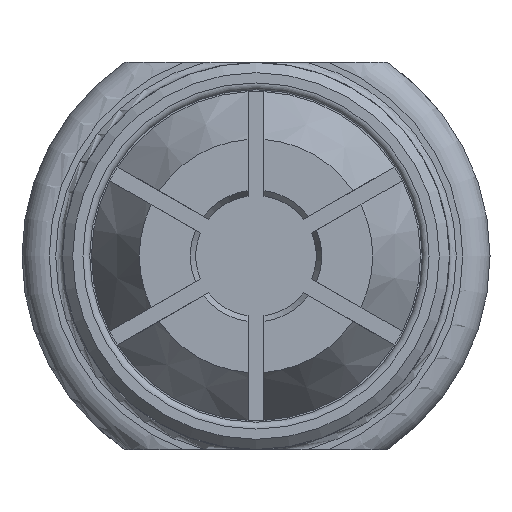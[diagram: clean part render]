
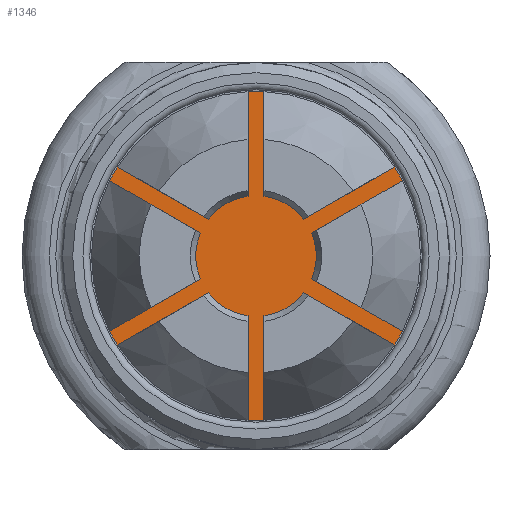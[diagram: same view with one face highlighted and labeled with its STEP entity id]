
A CAD part, left-side view. The second image highlights one B-rep face of the part: STEP entity #1346.
In plain terms, the highlighted planar face has unit normal (-1, 0, 0).
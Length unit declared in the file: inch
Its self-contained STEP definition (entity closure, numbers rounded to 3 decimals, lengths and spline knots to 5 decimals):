
#158=LINE($,#2183,#223);
#159=LINE($,#2184,#224);
#160=LINE($,#2185,#225);
#161=LINE($,#2186,#226);
#162=LINE($,#2187,#227);
#163=LINE($,#2188,#228);
#164=LINE($,#2189,#229);
#165=LINE($,#2190,#230);
#166=LINE($,#2191,#231);
#167=LINE($,#2192,#232);
#168=LINE($,#2193,#233);
#169=LINE($,#2194,#234);
#223=VECTOR($,#1719,0.30751);
#224=VECTOR($,#1720,0.30751);
#225=VECTOR($,#1721,0.30751);
#226=VECTOR($,#1722,0.30751);
#227=VECTOR($,#1723,0.30751);
#228=VECTOR($,#1724,0.30751);
#229=VECTOR($,#1725,0.30751);
#230=VECTOR($,#1726,0.30751);
#231=VECTOR($,#1727,0.30751);
#232=VECTOR($,#1728,0.30751);
#233=VECTOR($,#1729,0.30751);
#234=VECTOR($,#1730,0.30751);
#265=PLANE($,#1470);
#359=FACE_OUTER_BOUND($,#442,.T.);
#442=EDGE_LOOP($,(#1010,#1011,#1012,#1013,#1014,#1015,#1016,#1017,#1018,
#1019,#1020,#1021,#1022,#1023,#1024,#1025,#1026,#1027,#1028,#1029,#1030,
#1031,#1032,#1033));
#519=CIRCLE($,#1418,0.48347);
#521=CIRCLE($,#1421,0.48347);
#523=CIRCLE($,#1424,0.48347);
#525=CIRCLE($,#1427,0.48347);
#527=CIRCLE($,#1430,0.48347);
#541=CIRCLE($,#1451,0.17696);
#543=CIRCLE($,#1454,0.17696);
#545=CIRCLE($,#1457,0.17696);
#547=CIRCLE($,#1460,0.17696);
#548=CIRCLE($,#1462,0.17696);
#551=CIRCLE($,#1466,0.17696);
#553=CIRCLE($,#1469,0.48347);
#596=VERTEX_POINT($,#1964);
#597=VERTEX_POINT($,#1966);
#600=VERTEX_POINT($,#1973);
#601=VERTEX_POINT($,#1975);
#604=VERTEX_POINT($,#1982);
#605=VERTEX_POINT($,#1984);
#608=VERTEX_POINT($,#1991);
#609=VERTEX_POINT($,#1993);
#612=VERTEX_POINT($,#2000);
#613=VERTEX_POINT($,#2002);
#640=VERTEX_POINT($,#2122);
#643=VERTEX_POINT($,#2127);
#644=VERTEX_POINT($,#2131);
#647=VERTEX_POINT($,#2136);
#648=VERTEX_POINT($,#2140);
#651=VERTEX_POINT($,#2145);
#652=VERTEX_POINT($,#2149);
#655=VERTEX_POINT($,#2154);
#657=VERTEX_POINT($,#2159);
#658=VERTEX_POINT($,#2161);
#660=VERTEX_POINT($,#2167);
#663=VERTEX_POINT($,#2172);
#664=VERTEX_POINT($,#2177);
#665=VERTEX_POINT($,#2179);
#730=EDGE_CURVE($,#596,#597,#519,.T.);
#734=EDGE_CURVE($,#600,#601,#521,.T.);
#738=EDGE_CURVE($,#604,#605,#523,.T.);
#742=EDGE_CURVE($,#608,#609,#525,.T.);
#746=EDGE_CURVE($,#612,#613,#527,.T.);
#787=EDGE_CURVE($,#643,#640,#541,.T.);
#791=EDGE_CURVE($,#647,#644,#543,.T.);
#795=EDGE_CURVE($,#651,#648,#545,.T.);
#799=EDGE_CURVE($,#655,#652,#547,.T.);
#801=EDGE_CURVE($,#657,#658,#548,.T.);
#807=EDGE_CURVE($,#663,#660,#551,.T.);
#810=EDGE_CURVE($,#664,#665,#553,.T.);
#812=EDGE_CURVE($,#665,#643,#158,.T.);
#813=EDGE_CURVE($,#658,#664,#159,.T.);
#814=EDGE_CURVE($,#597,#657,#160,.T.);
#815=EDGE_CURVE($,#660,#596,#161,.T.);
#816=EDGE_CURVE($,#601,#663,#162,.T.);
#817=EDGE_CURVE($,#652,#600,#163,.T.);
#818=EDGE_CURVE($,#605,#655,#164,.T.);
#819=EDGE_CURVE($,#648,#604,#165,.T.);
#820=EDGE_CURVE($,#609,#651,#166,.T.);
#821=EDGE_CURVE($,#644,#608,#167,.T.);
#822=EDGE_CURVE($,#613,#647,#168,.T.);
#823=EDGE_CURVE($,#640,#612,#169,.T.);
#1010=ORIENTED_EDGE($,*,*,#787,.F.);
#1011=ORIENTED_EDGE($,*,*,#812,.F.);
#1012=ORIENTED_EDGE($,*,*,#810,.F.);
#1013=ORIENTED_EDGE($,*,*,#813,.F.);
#1014=ORIENTED_EDGE($,*,*,#801,.F.);
#1015=ORIENTED_EDGE($,*,*,#814,.F.);
#1016=ORIENTED_EDGE($,*,*,#730,.F.);
#1017=ORIENTED_EDGE($,*,*,#815,.F.);
#1018=ORIENTED_EDGE($,*,*,#807,.F.);
#1019=ORIENTED_EDGE($,*,*,#816,.F.);
#1020=ORIENTED_EDGE($,*,*,#734,.F.);
#1021=ORIENTED_EDGE($,*,*,#817,.F.);
#1022=ORIENTED_EDGE($,*,*,#799,.F.);
#1023=ORIENTED_EDGE($,*,*,#818,.F.);
#1024=ORIENTED_EDGE($,*,*,#738,.F.);
#1025=ORIENTED_EDGE($,*,*,#819,.F.);
#1026=ORIENTED_EDGE($,*,*,#795,.F.);
#1027=ORIENTED_EDGE($,*,*,#820,.F.);
#1028=ORIENTED_EDGE($,*,*,#742,.F.);
#1029=ORIENTED_EDGE($,*,*,#821,.F.);
#1030=ORIENTED_EDGE($,*,*,#791,.F.);
#1031=ORIENTED_EDGE($,*,*,#822,.F.);
#1032=ORIENTED_EDGE($,*,*,#746,.F.);
#1033=ORIENTED_EDGE($,*,*,#823,.F.);
#1346=ADVANCED_FACE($,(#359),#265,.F.);
#1418=AXIS2_PLACEMENT_3D($,#1967,#1590,#1591);
#1421=AXIS2_PLACEMENT_3D($,#1976,#1598,#1599);
#1424=AXIS2_PLACEMENT_3D($,#1985,#1606,#1607);
#1427=AXIS2_PLACEMENT_3D($,#1994,#1614,#1615);
#1430=AXIS2_PLACEMENT_3D($,#2003,#1622,#1623);
#1451=AXIS2_PLACEMENT_3D($,#2129,#1667,#1668);
#1454=AXIS2_PLACEMENT_3D($,#2138,#1675,#1676);
#1457=AXIS2_PLACEMENT_3D($,#2147,#1683,#1684);
#1460=AXIS2_PLACEMENT_3D($,#2156,#1691,#1692);
#1462=AXIS2_PLACEMENT_3D($,#2162,#1696,#1697);
#1466=AXIS2_PLACEMENT_3D($,#2174,#1707,#1708);
#1469=AXIS2_PLACEMENT_3D($,#2180,#1714,#1715);
#1470=AXIS2_PLACEMENT_3D($,#2182,#1717,#1718);
#1590=DIRECTION('center_axis',(1.,0.,0.));
#1591=DIRECTION('ref_axis',(0.,0.866,0.5));
#1598=DIRECTION('center_axis',(1.,0.,0.));
#1599=DIRECTION('ref_axis',(0.,0.866,-0.5));
#1606=DIRECTION('center_axis',(1.,0.,0.));
#1607=DIRECTION('ref_axis',(0.,0.,
-1.));
#1614=DIRECTION('center_axis',(1.,0.,0.));
#1615=DIRECTION('ref_axis',(0.,-0.866,-0.5));
#1622=DIRECTION('center_axis',(1.,0.,0.));
#1623=DIRECTION('ref_axis',(0.,-0.866,0.5));
#1667=DIRECTION('center_axis',(1.,0.,0.));
#1668=DIRECTION('ref_axis',(0.,0.,-1.));
#1675=DIRECTION('center_axis',(1.,0.,0.));
#1676=DIRECTION('ref_axis',(0.,0.,-1.));
#1683=DIRECTION('center_axis',(1.,0.,0.));
#1684=DIRECTION('ref_axis',(0.,0.,-1.));
#1691=DIRECTION('center_axis',(1.,0.,0.));
#1692=DIRECTION('ref_axis',(0.,0.,-1.));
#1696=DIRECTION('center_axis',(1.,0.,0.));
#1697=DIRECTION('ref_axis',(0.,0.,-1.));
#1707=DIRECTION('center_axis',(1.,0.,0.));
#1708=DIRECTION('ref_axis',(0.,0.,-1.));
#1714=DIRECTION('center_axis',(1.,0.,0.));
#1715=DIRECTION('ref_axis',(0.,0.,1.));
#1717=DIRECTION('center_axis',(1.,0.,0.));
#1718=DIRECTION('ref_axis',(0.,0.,-1.));
#1719=DIRECTION($,(0.,-0.866,0.5));
#1720=DIRECTION($,(0.,0.866,-0.5));
#1721=DIRECTION($,(0.,0.,1.));
#1722=DIRECTION($,(0.,0.,-1.));
#1723=DIRECTION($,(0.,0.866,0.5));
#1724=DIRECTION($,(0.,-0.866,-0.5));
#1725=DIRECTION($,(0.,0.866,-0.5));
#1726=DIRECTION($,(0.,-0.866,0.5));
#1727=DIRECTION($,(0.,0.,-1.));
#1728=DIRECTION($,(0.,0.,1.));
#1729=DIRECTION($,(0.,-0.866,-0.5));
#1730=DIRECTION($,(0.,0.866,0.5));
#1964=CARTESIAN_POINT('',(-0.646,-0.0235,-0.4829));
#1966=CARTESIAN_POINT('',(-0.646,0.0235,-0.4829));
#1967=CARTESIAN_POINT('Origin',(-0.646,0.,
0.));
#1973=CARTESIAN_POINT('',(-0.646,-0.42996,-0.2211));
#1975=CARTESIAN_POINT('',(-0.646,-0.40646,-0.2618));
#1976=CARTESIAN_POINT('Origin',(-0.646,0.,
0.));
#1982=CARTESIAN_POINT('',(-0.646,-0.40646,0.2618));
#1984=CARTESIAN_POINT('',(-0.646,-0.42996,0.2211));
#1985=CARTESIAN_POINT('Origin',(-0.646,0.,
0.));
#1991=CARTESIAN_POINT('',(-0.646,0.0235,0.4829));
#1993=CARTESIAN_POINT('',(-0.646,-0.0235,0.4829));
#1994=CARTESIAN_POINT('Origin',(-0.646,0.,
0.));
#2000=CARTESIAN_POINT('',(-0.646,0.42996,0.2211));
#2002=CARTESIAN_POINT('',(-0.646,0.40646,0.2618));
#2003=CARTESIAN_POINT('Origin',(-0.646,0.,
0.));
#2122=CARTESIAN_POINT('',(-0.646,0.16364,0.06734));
#2127=CARTESIAN_POINT('',(-0.646,0.16364,-0.06734));
#2129=CARTESIAN_POINT('Origin',(-0.646,0.,
0.));
#2131=CARTESIAN_POINT('',(-0.646,0.0235,0.17539));
#2136=CARTESIAN_POINT('',(-0.646,0.14014,0.10805));
#2138=CARTESIAN_POINT('Origin',(-0.646,0.,
0.));
#2140=CARTESIAN_POINT('',(-0.646,-0.14014,0.10805));
#2145=CARTESIAN_POINT('',(-0.646,-0.0235,0.17539));
#2147=CARTESIAN_POINT('Origin',(-0.646,0.,
0.));
#2149=CARTESIAN_POINT('',(-0.646,-0.16364,-0.06734));
#2154=CARTESIAN_POINT('',(-0.646,-0.16364,0.06734));
#2156=CARTESIAN_POINT('Origin',(-0.646,0.,
0.));
#2159=CARTESIAN_POINT('',(-0.646,0.0235,-0.17539));
#2161=CARTESIAN_POINT('',(-0.646,0.14014,-0.10805));
#2162=CARTESIAN_POINT('Origin',(-0.646,0.,
0.));
#2167=CARTESIAN_POINT('',(-0.646,-0.0235,-0.17539));
#2172=CARTESIAN_POINT('',(-0.646,-0.14014,-0.10805));
#2174=CARTESIAN_POINT('Origin',(-0.646,0.,
0.));
#2177=CARTESIAN_POINT('',(-0.646,0.40646,-0.2618));
#2179=CARTESIAN_POINT('',(-0.646,0.42996,-0.2211));
#2180=CARTESIAN_POINT('Origin',(-0.646,0.,
0.));
#2182=CARTESIAN_POINT('Origin',(-0.646,0.,
0.));
#2183=CARTESIAN_POINT($,(-0.646,0.16364,-0.06734));
#2184=CARTESIAN_POINT($,(-0.646,0.40646,-0.2618));
#2185=CARTESIAN_POINT($,(-0.646,0.0235,-0.17539));
#2186=CARTESIAN_POINT($,(-0.646,-0.0235,-0.4829));
#2187=CARTESIAN_POINT($,(-0.646,-0.14014,-0.10805));
#2188=CARTESIAN_POINT($,(-0.646,-0.42996,-0.2211));
#2189=CARTESIAN_POINT($,(-0.646,-0.16364,0.06734));
#2190=CARTESIAN_POINT($,(-0.646,-0.40646,0.2618));
#2191=CARTESIAN_POINT($,(-0.646,-0.0235,0.17539));
#2192=CARTESIAN_POINT($,(-0.646,0.0235,0.4829));
#2193=CARTESIAN_POINT($,(-0.646,0.14014,0.10805));
#2194=CARTESIAN_POINT($,(-0.646,0.42996,0.2211));
